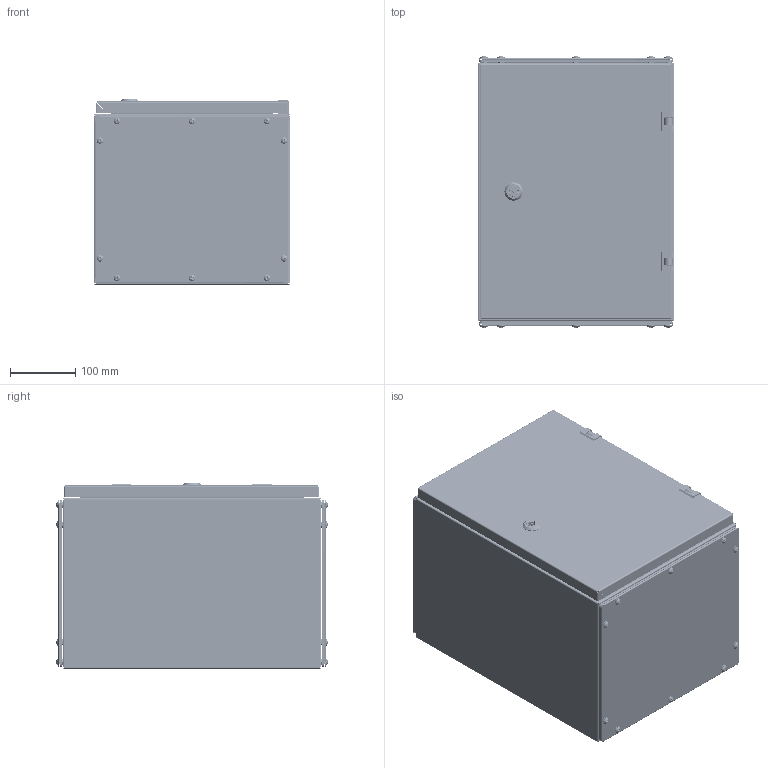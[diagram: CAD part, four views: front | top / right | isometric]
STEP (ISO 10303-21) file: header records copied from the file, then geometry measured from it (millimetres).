
FILE_DESCRIPTION (( 'STEP AP214' ), '1' );
FILE_NAME ('11.030.040.28.STEP', '2024-06-03T05:41:12', ( '' ), ( '' ), 'SwSTEP 2.0', 'SolidWorks 2021', '' );
FILE_SCHEMA (( 'AUTOMOTIVE_DESIGN' ));
Length unit declared in the file: millimetre
Products named in the file (27): Ãàéêà M6 DIN6923.step; Øïèëüêà ïðèâàðíàÿ Ì6õ20; Ïðîêëàäêà êðûøêè W300D280; Ðåéêà H400; 昑 W300H400; Çàêëåïêà ðåçüáîâàÿ Ì5 øåñòèãðàííàÿ ñ óìåíüøåííûì áîðòîì; 8SJ_MS705_0010.stp; 8SJ_MS705_0510.stp; Øïèëüêà ïðèâàðíàÿ Ì6õ10; Ãàñêåòèíã äâåðè W300H400; Êàðêàñ øêàôà W300H400D280; ﾄ粢 ﾑﾁ W300H400; ﾇ瑟鶴 ﾀﾑ ms1000-3M.stp; 8SJ_S1B_0001.stp; 11.030.040.28; 嵑謺麃 檐; Âèíò DIN 967 Ì5õ16 ñ ïîëóêðóãëîé ãîëîâêîé ñ êðåñòîîáðàçíûì øëèöåì; Äâåðíîå ïîëîòíî W300H400; Êîðïóñ øêàôà W300H400D280; 署赅 W300D280; Ïåðåìû÷êà êàðêàñà W300; Øïèëüêà ïðèâàðíàÿ Ì6õ15; Çàêëåïêà ðåçüáîâàÿ Ì8 øåñòèãðàííàÿ ñ óìåíüøåííûì áîðòîì; 8SJ_MS705-1_0040.stp; Áîëò Ì6õ10 ñ øåñòèãðàííîé ãîëîâêîé ñ ïðåññøàéáîé; 8SJ_MS705_0760.stp; SW6X8.stp
Assembly tree (87 placements, depth 4):
  11.030.040.28
    Êàðêàñ øêàôà W300H400D280
      Êîðïóñ øêàôà W300H400D280
      Ïåðåìû÷êà êàðêàñà W300  x2
      Øïèëüêà ïðèâàðíàÿ Ì6õ15  x8
      Øïèëüêà ïðèâàðíàÿ Ì6õ20  x4
    署赅 W300D280  x2
    Ïðîêëàäêà êðûøêè W300D280  x2
    ﾄ粢 ﾑﾁ W300H400
      Äâåðíîå ïîëîòíî W300H400
      Ðåéêà H400  x2
      Ãàñêåòèíã äâåðè W300H400
      Øïèëüêà ïðèâàðíàÿ Ì6õ10  x2
      ﾇ瑟鶴 ﾀﾑ ms1000-3M.stp
        8SJ_MS705_0010.stp
        8SJ_MS705_0510.stp
        8SJ_MS705_0760.stp
        8SJ_S1B_0001.stp
        8SJ_MS705-1_0040.stp
        SW6X8.stp
    嵑謺麃 檐  x2
    Áîëò Ì6õ10 ñ øåñòèãðàííîé ãîëîâêîé ñ ïðåññøàéáîé  x2
    Çàêëåïêà ðåçüáîâàÿ Ì5 øåñòèãðàííàÿ ñ óìåíüøåííûì áîðòîì  x20
    Âèíò DIN 967 Ì5õ16 ñ ïîëóêðóãëîé ãîëîâêîé ñ êðåñòîîáðàçíûì øëèöåì  x20
    Çàêëåïêà ðåçüáîâàÿ Ì8 øåñòèãðàííàÿ ñ óìåíüøåííûì áîðòîì  x4
    昑 W300H400
    Ãàéêà M6 DIN6923.step  x4
Bounding box: 300 x 415.17 x 284.65 mm (x, y, z)
Volume: 1124594.1 mm3; surface area: 1871347.1 mm2
Topology: 85 solids, 91 shells, 4647 faces, 11679 edges, 7267 vertices
Faces by surface type: plane 2031, cylinder 1627, bspline 430, cone 266, torus 197, sphere 96
Entity records: 84579 total; most frequent: CARTESIAN_POINT 42496, ORIENTED_EDGE 9028, DIRECTION 7512, EDGE_CURVE 4520, VERTEX_POINT 2775, AXIS2_PLACEMENT_3D 2547, VECTOR 2418, LINE 2418
